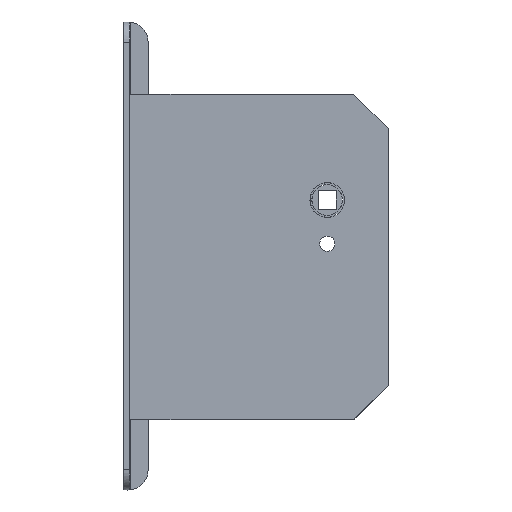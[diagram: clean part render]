
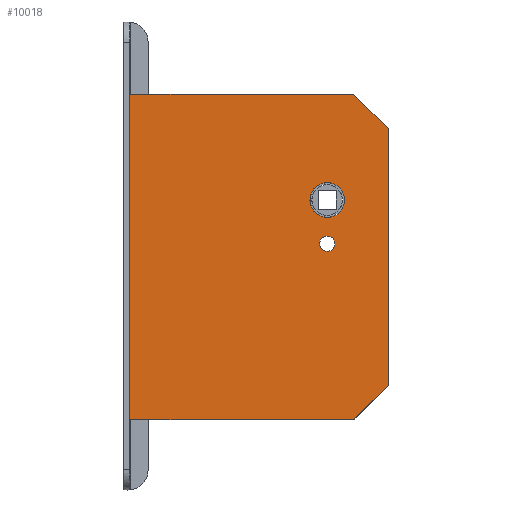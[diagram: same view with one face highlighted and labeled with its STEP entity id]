
A CAD part, top view. The second image highlights one B-rep face of the part: STEP entity #10018.
In plain terms, the highlighted planar face has unit normal (0, 0, 1).
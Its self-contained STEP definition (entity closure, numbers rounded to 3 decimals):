
#14 = DIRECTION ( 'NONE',  ( 1., 0., 0. ) ) ;
#34 = EDGE_CURVE ( 'NONE', #8380, #3949, #3642, .T. ) ;
#123 = CARTESIAN_POINT ( 'NONE',  ( 3.75, -21.5, 7.75 ) ) ;
#239 = AXIS2_PLACEMENT_3D ( 'NONE', #11299, #7785, #8770 ) ;
#483 = CARTESIAN_POINT ( 'NONE',  ( -97., -108., 7.75 ) ) ;
#537 = DIRECTION ( 'NONE',  ( 0., 1., 0. ) ) ;
#581 = DIRECTION ( 'NONE',  ( 0.707, 0.707, 0. ) ) ;
#601 = FACE_BOUND ( 'NONE', #6081, .T. ) ;
#616 = CARTESIAN_POINT ( 'NONE',  ( 13., 52., 7.75 ) ) ;
#663 = CIRCLE ( 'NONE', #5692, 8.5 ) ;
#693 = CARTESIAN_POINT ( 'NONE',  ( 13., -108., 7.75 ) ) ;
#999 = VECTOR ( 'NONE', #6047, 1000. ) ;
#1013 = ORIENTED_EDGE ( 'NONE', *, *, #1310, .T. ) ;
#1256 = CARTESIAN_POINT ( 'NONE',  ( 13., 52., 7.75 ) ) ;
#1310 = EDGE_CURVE ( 'NONE', #3949, #8186, #8467, .T. ) ;
#1367 = ORIENTED_EDGE ( 'NONE', *, *, #4393, .F. ) ;
#1650 = PLANE ( 'NONE',  #239 ) ;
#1711 = CARTESIAN_POINT ( 'NONE',  ( 30., -91., 7.75 ) ) ;
#1840 = ORIENTED_EDGE ( 'NONE', *, *, #34, .T. ) ;
#1923 = EDGE_CURVE ( 'NONE', #11490, #7388, #4075, .T. ) ;
#1941 = CARTESIAN_POINT ( 'NONE',  ( -97., -108., 7.75 ) ) ;
#1961 = CARTESIAN_POINT ( 'NONE',  ( 30., 35., 7.75 ) ) ;
#2026 = VECTOR ( 'NONE', #14, 1000. ) ;
#2230 = VERTEX_POINT ( 'NONE', #3007 ) ;
#2356 = ORIENTED_EDGE ( 'NONE', *, *, #5094, .F. ) ;
#2490 = EDGE_CURVE ( 'NONE', #7388, #8380, #3764, .T. ) ;
#2539 = CARTESIAN_POINT ( 'NONE',  ( 0., -21.5, 7.75 ) ) ;
#2569 = CARTESIAN_POINT ( 'NONE',  ( 0., 0., 7.75 ) ) ;
#2894 = CIRCLE ( 'NONE', #9618, 8.5 ) ;
#3007 = CARTESIAN_POINT ( 'NONE',  ( -3.75, -21.5, 7.75 ) ) ;
#3113 = LINE ( 'NONE', #6675, #8710 ) ;
#3128 = ORIENTED_EDGE ( 'NONE', *, *, #1923, .T. ) ;
#3465 = FACE_OUTER_BOUND ( 'NONE', #7583, .T. ) ;
#3534 = DIRECTION ( 'NONE',  ( 0., 0., 1. ) ) ;
#3563 = DIRECTION ( 'NONE',  ( 0., 0., 1. ) ) ;
#3642 = LINE ( 'NONE', #1941, #2026 ) ;
#3764 = LINE ( 'NONE', #8017, #10761 ) ;
#3791 = LINE ( 'NONE', #7347, #8793 ) ;
#3949 = VERTEX_POINT ( 'NONE', #7163 ) ;
#3969 = VERTEX_POINT ( 'NONE', #1961 ) ;
#4075 = LINE ( 'NONE', #616, #999 ) ;
#4165 = DIRECTION ( 'NONE',  ( 1., 0., 0. ) ) ;
#4344 = CARTESIAN_POINT ( 'NONE',  ( 8.5, 0., 7.75 ) ) ;
#4393 = EDGE_CURVE ( 'NONE', #2230, #5703, #10342, .T. ) ;
#4487 = DIRECTION ( 'NONE',  ( -0.707, 0.707, 0. ) ) ;
#4503 = ORIENTED_EDGE ( 'NONE', *, *, #9121, .T. ) ;
#4521 = EDGE_CURVE ( 'NONE', #6861, #4601, #2894, .T. ) ;
#4601 = VERTEX_POINT ( 'NONE', #11119 ) ;
#4629 = EDGE_CURVE ( 'NONE', #4601, #6861, #663, .T. ) ;
#4832 = EDGE_LOOP ( 'NONE', ( #10612, #6722 ) ) ;
#5058 = ORIENTED_EDGE ( 'NONE', *, *, #2490, .T. ) ;
#5094 = EDGE_CURVE ( 'NONE', #5703, #2230, #7941, .T. ) ;
#5192 = CARTESIAN_POINT ( 'NONE',  ( 0., -21.5, 7.75 ) ) ;
#5563 = DIRECTION ( 'NONE',  ( 0., -1., 0. ) ) ;
#5692 = AXIS2_PLACEMENT_3D ( 'NONE', #2569, #3563, #6018 ) ;
#5703 = VERTEX_POINT ( 'NONE', #123 ) ;
#6014 = DIRECTION ( 'NONE',  ( 0., 0., 1. ) ) ;
#6018 = DIRECTION ( 'NONE',  ( 1., 0., 0. ) ) ;
#6047 = DIRECTION ( 'NONE',  ( -1., 0., 0. ) ) ;
#6081 = EDGE_LOOP ( 'NONE', ( #1367, #2356 ) ) ;
#6106 = DIRECTION ( 'NONE',  ( 1., 0., 0. ) ) ;
#6675 = CARTESIAN_POINT ( 'NONE',  ( 30., -91., 7.75 ) ) ;
#6722 = ORIENTED_EDGE ( 'NONE', *, *, #4521, .F. ) ;
#6830 = CARTESIAN_POINT ( 'NONE',  ( 0., 0., 7.75 ) ) ;
#6861 = VERTEX_POINT ( 'NONE', #4344 ) ;
#7159 = AXIS2_PLACEMENT_3D ( 'NONE', #5192, #6014, #8817 ) ;
#7163 = CARTESIAN_POINT ( 'NONE',  ( 13., -108., 7.75 ) ) ;
#7179 = CARTESIAN_POINT ( 'NONE',  ( -97., 52., 7.75 ) ) ;
#7347 = CARTESIAN_POINT ( 'NONE',  ( 30., 35., 7.75 ) ) ;
#7388 = VERTEX_POINT ( 'NONE', #7179 ) ;
#7421 = ORIENTED_EDGE ( 'NONE', *, *, #8408, .T. ) ;
#7583 = EDGE_LOOP ( 'NONE', ( #3128, #5058, #1840, #1013, #7421, #4503 ) ) ;
#7785 = DIRECTION ( 'NONE',  ( 0., 0., 1. ) ) ;
#7941 = CIRCLE ( 'NONE', #9719, 3.75 ) ;
#8017 = CARTESIAN_POINT ( 'NONE',  ( -97., 52., 7.75 ) ) ;
#8186 = VERTEX_POINT ( 'NONE', #1711 ) ;
#8327 = VECTOR ( 'NONE', #581, 1000. ) ;
#8380 = VERTEX_POINT ( 'NONE', #483 ) ;
#8408 = EDGE_CURVE ( 'NONE', #8186, #3969, #3113, .T. ) ;
#8467 = LINE ( 'NONE', #693, #8327 ) ;
#8476 = DIRECTION ( 'NONE',  ( 0., 0., 1. ) ) ;
#8710 = VECTOR ( 'NONE', #537, 1000. ) ;
#8770 = DIRECTION ( 'NONE',  ( 1., 0., 0. ) ) ;
#8793 = VECTOR ( 'NONE', #4487, 1000. ) ;
#8817 = DIRECTION ( 'NONE',  ( 1., 0., 0. ) ) ;
#9121 = EDGE_CURVE ( 'NONE', #3969, #11490, #3791, .T. ) ;
#9618 = AXIS2_PLACEMENT_3D ( 'NONE', #6830, #8476, #4165 ) ;
#9653 = FACE_BOUND ( 'NONE', #4832, .T. ) ;
#9719 = AXIS2_PLACEMENT_3D ( 'NONE', #2539, #3534, #6106 ) ;
#10018 = ADVANCED_FACE ( 'NONE', ( #601, #3465, #9653 ), #1650, .T. ) ;
#10342 = CIRCLE ( 'NONE', #7159, 3.75 ) ;
#10612 = ORIENTED_EDGE ( 'NONE', *, *, #4629, .F. ) ;
#10761 = VECTOR ( 'NONE', #5563, 1000. ) ;
#11119 = CARTESIAN_POINT ( 'NONE',  ( -8.5, 0., 7.75 ) ) ;
#11299 = CARTESIAN_POINT ( 'NONE',  ( 0., 0., 7.75 ) ) ;
#11490 = VERTEX_POINT ( 'NONE', #1256 ) ;
